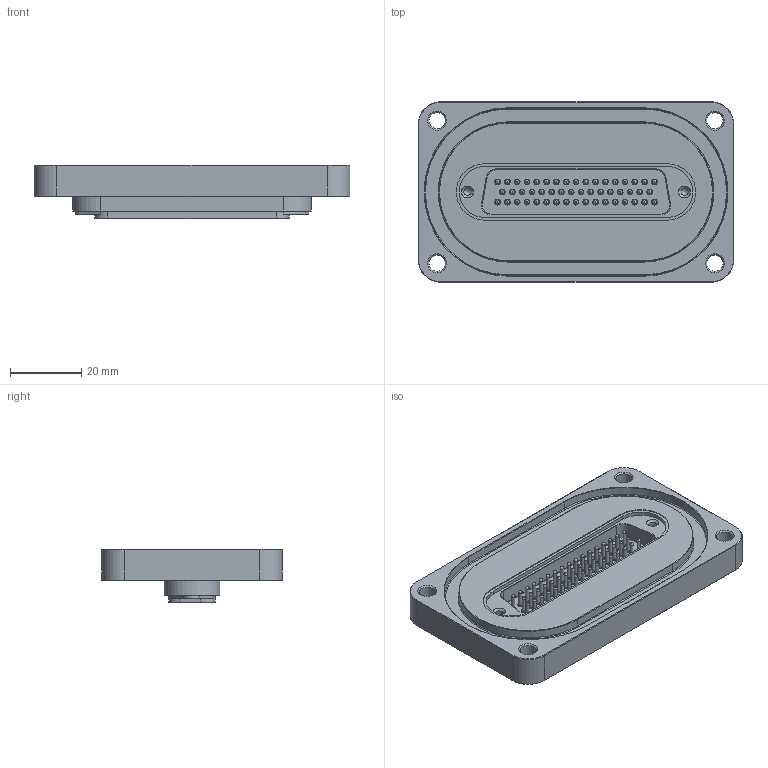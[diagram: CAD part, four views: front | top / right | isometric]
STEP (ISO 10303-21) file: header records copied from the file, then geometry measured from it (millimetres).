
FILE_DESCRIPTION(/* description */ ('Alibre Inc.'),/* implementation_level */ '2;1');
FILE_NAME(/* name */ 'export0',/* time_stamp */ '2014-11-06T15:35:46-08:00',/* author */ (''),/* organization */ (''),/* preprocessor_version */ 'ST-DEVELOPER v14',/* originating_system */ 'Alibre',/* authorisation */ '');
FILE_SCHEMA (('CONFIG_CONTROL_DESIGN'));
Length unit declared in the file: centimetre
Products named in the file (1): ID_1
Bounding box: 88.9 x 50.8 x 14.99 mm (x, y, z)
Volume: 34653.8 mm3; surface area: 16661.7 mm2
Topology: 1 solids, 1 shells, 689 faces, 1284 edges, 806 vertices
Faces by surface type: plane 289, torus 204, cylinder 142, cone 54
Full cylindrical faces by diameter (mm): 1.016 x100, 2.156 x4, 4.572 x4
Entity records: 14410 total; most frequent: DIRECTION 2326, CARTESIAN_POINT 2299, ORIENTED_EDGE 1812, AXIS2_PLACEMENT_3D 1283, FACE_BOUND 1234, EDGE_LOOP 1230, EDGE_CURVE 906, VERTEX_POINT 756
